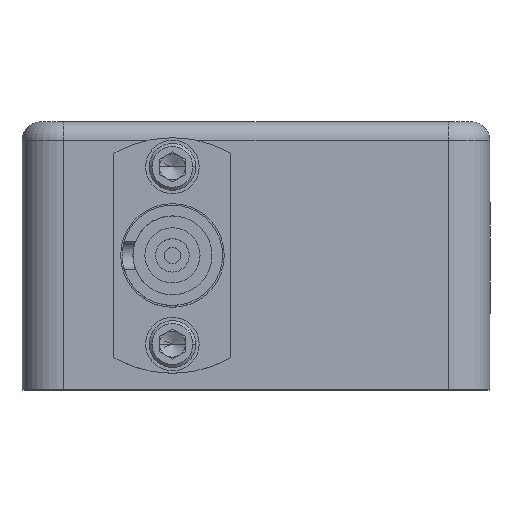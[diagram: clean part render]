
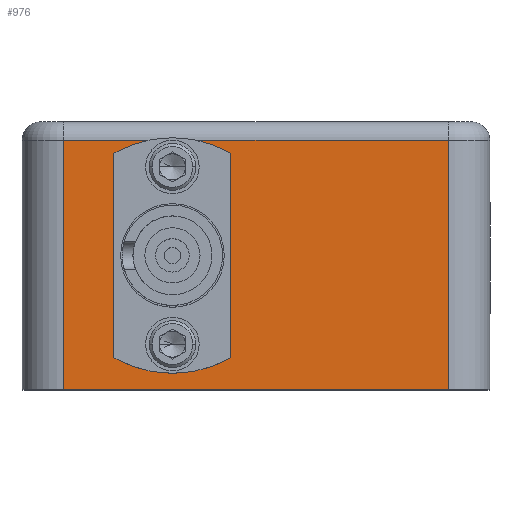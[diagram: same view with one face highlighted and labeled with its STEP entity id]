
A CAD part, top view. The second image highlights one B-rep face of the part: STEP entity #976.
In plain terms, the highlighted planar face has unit normal (0, 0, 1).
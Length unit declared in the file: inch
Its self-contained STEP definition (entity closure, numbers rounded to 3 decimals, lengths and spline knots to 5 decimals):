
#976 = ADVANCED_FACE ( 'NONE', ( #55425, #55443, #55433, #55441 ), #10405, .F. ) ;
#2123 = EDGE_LOOP ( 'NONE', ( #15619, #14481 ) ) ;
#2296 = EDGE_LOOP ( 'NONE', ( #14938, #15069, #14919, #15300 ) ) ;
#2317 = EDGE_LOOP ( 'NONE', ( #6084, #6089 ) ) ;
#2360 = EDGE_LOOP ( 'NONE', ( #14487, #14483 ) ) ;
#6084 = ORIENTED_EDGE ( 'NONE', *, *, #22687, .F. ) ;
#6089 = ORIENTED_EDGE ( 'NONE', *, *, #19439, .F. ) ;
#9690 = VERTEX_POINT ( 'NONE', #68940 ) ;
#9695 = VERTEX_POINT ( 'NONE', #68950 ) ;
#9709 = VERTEX_POINT ( 'NONE', #68977 ) ;
#9711 = VERTEX_POINT ( 'NONE', #68981 ) ;
#10401 = CARTESIAN_POINT ( 'NONE',  ( -0.7, 0.8, 0. ) ) ;
#10403 = DIRECTION ( 'NONE',  ( 0., 0., -1. ) ) ;
#10405 = PLANE ( 'NONE',  #12764 ) ;
#10408 = DIRECTION ( 'NONE',  ( -1., 0., 0. ) ) ;
#12764 = AXIS2_PLACEMENT_3D ( 'NONE', #10401, #10403, #10408 ) ;
#14481 = ORIENTED_EDGE ( 'NONE', *, *, #19255, .F. ) ;
#14483 = ORIENTED_EDGE ( 'NONE', *, *, #19333, .F. ) ;
#14487 = ORIENTED_EDGE ( 'NONE', *, *, #22660, .F. ) ;
#14919 = ORIENTED_EDGE ( 'NONE', *, *, #22663, .T. ) ;
#14938 = ORIENTED_EDGE ( 'NONE', *, *, #22661, .T. ) ;
#15069 = ORIENTED_EDGE ( 'NONE', *, *, #22662, .T. ) ;
#15300 = ORIENTED_EDGE ( 'NONE', *, *, #22656, .T. ) ;
#15619 = ORIENTED_EDGE ( 'NONE', *, *, #22684, .F. ) ;
#19255 = EDGE_CURVE ( 'NONE', #95274, #95276, #62907, .T. ) ;
#19333 = EDGE_CURVE ( 'NONE', #95522, #95414, #62957, .T. ) ;
#19439 = EDGE_CURVE ( 'NONE', #95266, #95268, #85009, .T. ) ;
#22656 = EDGE_CURVE ( 'NONE', #9709, #9711, #86149, .T. ) ;
#22660 = EDGE_CURVE ( 'NONE', #95414, #95522, #86156, .T. ) ;
#22661 = EDGE_CURVE ( 'NONE', #9711, #9690, #86158, .T. ) ;
#22662 = EDGE_CURVE ( 'NONE', #9690, #9695, #86159, .T. ) ;
#22663 = EDGE_CURVE ( 'NONE', #9695, #9709, #86161, .T. ) ;
#22684 = EDGE_CURVE ( 'NONE', #95276, #95274, #86193, .T. ) ;
#22687 = EDGE_CURVE ( 'NONE', #95268, #95266, #86197, .T. ) ;
#34113 = CARTESIAN_POINT ( 'NONE',  ( -0.7, 0., 0. ) ) ;
#34117 = DIRECTION ( 'NONE',  ( 1., 0., 0. ) ) ;
#34119 = CARTESIAN_POINT ( 'NONE',  ( 0.575, 0.8, 0. ) ) ;
#34120 = DIRECTION ( 'NONE',  ( 0., 1., 0. ) ) ;
#34129 = CARTESIAN_POINT ( 'NONE',  ( -0.25, 0.4, 0. ) ) ;
#34130 = DIRECTION ( 'NONE',  ( 0., 0., 1. ) ) ;
#34132 = DIRECTION ( 'NONE',  ( 1., 0., 0. ) ) ;
#34134 = CARTESIAN_POINT ( 'NONE',  ( -0.575, 0.745, 0. ) ) ;
#34137 = DIRECTION ( 'NONE',  ( -1., 0., 0. ) ) ;
#34138 = CARTESIAN_POINT ( 'NONE',  ( -0.575, 0.8, 0. ) ) ;
#34139 = DIRECTION ( 'NONE',  ( 0., -1., 0. ) ) ;
#34208 = CARTESIAN_POINT ( 'NONE',  ( -0.25, 0.135, 0. ) ) ;
#34209 = DIRECTION ( 'NONE',  ( 0., 0., 1. ) ) ;
#34211 = DIRECTION ( 'NONE',  ( 1., 0., 0. ) ) ;
#34225 = CARTESIAN_POINT ( 'NONE',  ( -0.25, 0.665, 0. ) ) ;
#34227 = DIRECTION ( 'NONE',  ( 0., 0., 1. ) ) ;
#34228 = DIRECTION ( 'NONE',  ( 1., 0., 0. ) ) ;
#55425 = FACE_BOUND ( 'NONE', #2123, .T. ) ;
#55433 = FACE_BOUND ( 'NONE', #2360, .T. ) ;
#55441 = FACE_OUTER_BOUND ( 'NONE', #2296, .T. ) ;
#55443 = FACE_BOUND ( 'NONE', #2317, .T. ) ;
#62907 = CIRCLE ( 'NONE', #83995, 0.035 ) ;
#62957 = CIRCLE ( 'NONE', #84005, 0.16 ) ;
#67914 = CARTESIAN_POINT ( 'NONE',  ( -0.285, 0.665, 0. ) ) ;
#67915 = CARTESIAN_POINT ( 'NONE',  ( -0.215, 0.665, 0. ) ) ;
#67918 = CARTESIAN_POINT ( 'NONE',  ( -0.285, 0.135, 0. ) ) ;
#67919 = CARTESIAN_POINT ( 'NONE',  ( -0.215, 0.135, 0. ) ) ;
#67988 = CARTESIAN_POINT ( 'NONE',  ( -0.09, 0.4, 0. ) ) ;
#68042 = CARTESIAN_POINT ( 'NONE',  ( -0.41, 0.4, 0. ) ) ;
#68940 = CARTESIAN_POINT ( 'NONE',  ( 0.575, 0.745, 0. ) ) ;
#68950 = CARTESIAN_POINT ( 'NONE',  ( -0.575, 0.745, 0. ) ) ;
#68977 = CARTESIAN_POINT ( 'NONE',  ( -0.575, 0., 0. ) ) ;
#68981 = CARTESIAN_POINT ( 'NONE',  ( 0.575, 0., 0. ) ) ;
#82478 = CARTESIAN_POINT ( 'NONE',  ( -0.25, 0.135, 0. ) ) ;
#82481 = DIRECTION ( 'NONE',  ( 0., 0., 1. ) ) ;
#82483 = DIRECTION ( 'NONE',  ( 1., 0., 0. ) ) ;
#83519 = CARTESIAN_POINT ( 'NONE',  ( -0.25, 0.4, 0. ) ) ;
#83521 = DIRECTION ( 'NONE',  ( 0., 0., 1. ) ) ;
#83522 = DIRECTION ( 'NONE',  ( 1., 0., 0. ) ) ;
#83995 = AXIS2_PLACEMENT_3D ( 'NONE', #82478, #82481, #82483 ) ;
#84005 = AXIS2_PLACEMENT_3D ( 'NONE', #83519, #83521, #83522 ) ;
#84017 = AXIS2_PLACEMENT_3D ( 'NONE', #84159, #84161, #84163 ) ;
#84076 = AXIS2_PLACEMENT_3D ( 'NONE', #34129, #34130, #34132 ) ;
#84096 = AXIS2_PLACEMENT_3D ( 'NONE', #34208, #34209, #34211 ) ;
#84103 = AXIS2_PLACEMENT_3D ( 'NONE', #34225, #34227, #34228 ) ;
#84159 = CARTESIAN_POINT ( 'NONE',  ( -0.25, 0.665, 0. ) ) ;
#84161 = DIRECTION ( 'NONE',  ( 0., 0., 1. ) ) ;
#84163 = DIRECTION ( 'NONE',  ( 1., 0., 0. ) ) ;
#85009 = CIRCLE ( 'NONE', #84017, 0.035 ) ;
#86149 = LINE ( 'NONE', #34113, #86152 ) ;
#86152 = VECTOR ( 'NONE', #34117, 39.37008 ) ;
#86156 = CIRCLE ( 'NONE', #84076, 0.16 ) ;
#86158 = LINE ( 'NONE', #34119, #86160 ) ;
#86159 = LINE ( 'NONE', #34134, #86162 ) ;
#86160 = VECTOR ( 'NONE', #34120, 39.37008 ) ;
#86161 = LINE ( 'NONE', #34138, #86164 ) ;
#86162 = VECTOR ( 'NONE', #34137, 39.37008 ) ;
#86164 = VECTOR ( 'NONE', #34139, 39.37008 ) ;
#86193 = CIRCLE ( 'NONE', #84096, 0.035 ) ;
#86197 = CIRCLE ( 'NONE', #84103, 0.035 ) ;
#95266 = VERTEX_POINT ( 'NONE', #67914 ) ;
#95268 = VERTEX_POINT ( 'NONE', #67915 ) ;
#95274 = VERTEX_POINT ( 'NONE', #67918 ) ;
#95276 = VERTEX_POINT ( 'NONE', #67919 ) ;
#95414 = VERTEX_POINT ( 'NONE', #67988 ) ;
#95522 = VERTEX_POINT ( 'NONE', #68042 ) ;
